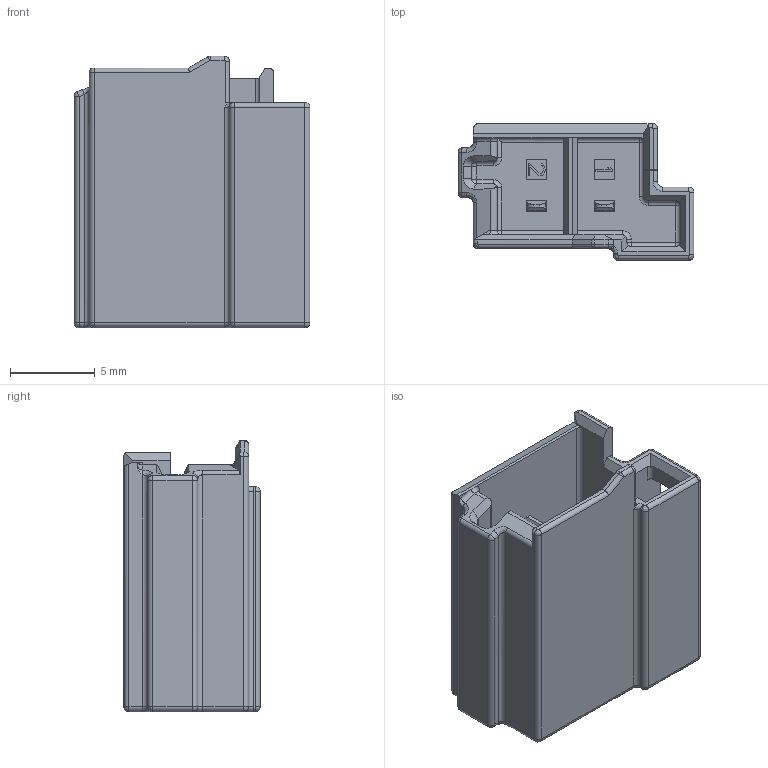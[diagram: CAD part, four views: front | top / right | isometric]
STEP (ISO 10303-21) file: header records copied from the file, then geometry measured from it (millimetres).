
FILE_DESCRIPTION((''),'2;1');
FILE_NAME('2203701-INT_KEY-C_ASM','2015-04-14T',('us082142'),('Tyco Electronics Ltd.'),'PRO/ENGINEER BY PARAMETRIC TECHNOLOGY CORPORATION, 2014090','PRO/ENGINEER BY PARAMETRIC TECHNOLOGY CORPORATION, 2014090','');
FILE_SCHEMA(('CONFIG_CONTROL_DESIGN'));
Length unit declared in the file: millimetre
Products named in the file (3): 2203701-INT-KEY-C; 2203704-INT_TAB; 2203701-INT_KEY-C_ASM
Assembly tree (3 placements, depth 2):
  2203701-INT_KEY-C_ASM
    2203701-INT-KEY-C
    2203704-INT_TAB  x2
Bounding box: 13.9 x 8.03 x 16 mm (x, y, z)
Volume: 594.8 mm3; surface area: 1413.2 mm2
Topology: 3 solids, 3 shells, 261 faces, 656 edges, 404 vertices
Faces by surface type: plane 127, cylinder 91, sphere 15, bspline 15, torus 13
Entity records: 7898 total; most frequent: CARTESIAN_POINT 2047, ORIENTED_EDGE 1228, DIRECTION 1173, EDGE_CURVE 614, VECTOR 397, LINE 397, AXIS2_PLACEMENT_3D 388, VERTEX_POINT 376
